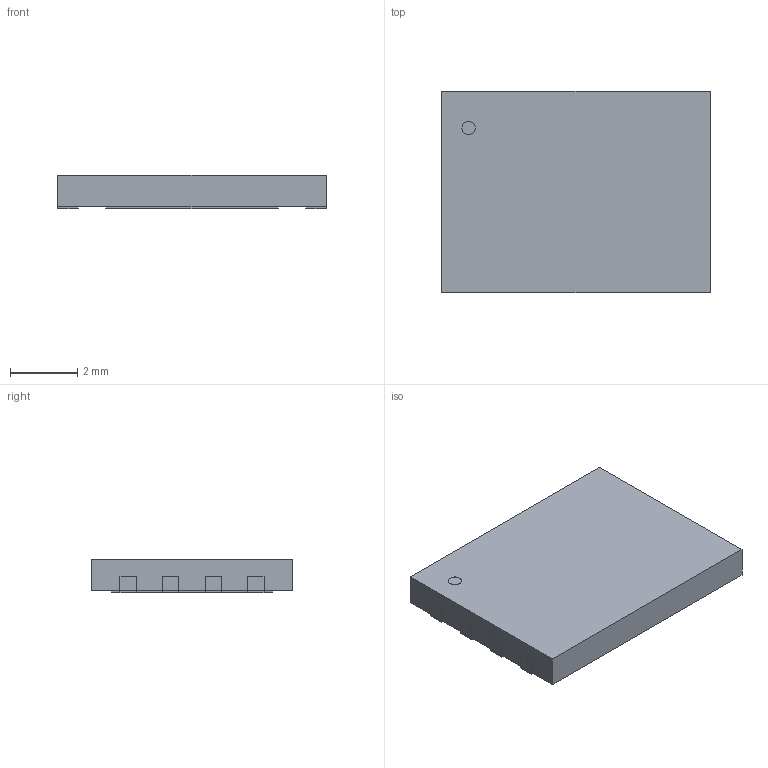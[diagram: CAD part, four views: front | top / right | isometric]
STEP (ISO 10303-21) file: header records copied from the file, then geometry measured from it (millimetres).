
FILE_DESCRIPTION(('STEP AP214'),'1');
FILE_NAME('VPDFN8_8X6_MRN','2024-03-27T04:17:09',(''),(''),'','','');
FILE_SCHEMA(('AUTOMOTIVE_DESIGN'));
Length unit declared in the file: millimetre
Products named in the file (1): product
Bounding box: 8 x 5.99 x 0.99 mm (x, y, z)
Volume: 46.5 mm3; surface area: 182 mm2
Topology: 11 solids, 11 shells, 79 faces, 171 edges, 114 vertices
Faces by surface type: plane 78, cylinder 1
Full cylindrical faces by diameter (mm): 0.4 x1
Entity records: 2165 total; most frequent: ORIENTED_EDGE 340, DIRECTION 334, CARTESIAN_POINT 197, EDGE_CURVE 170, LINE 168, VECTOR 168, VERTEX_POINT 114, AXIS2_PLACEMENT_3D 83
